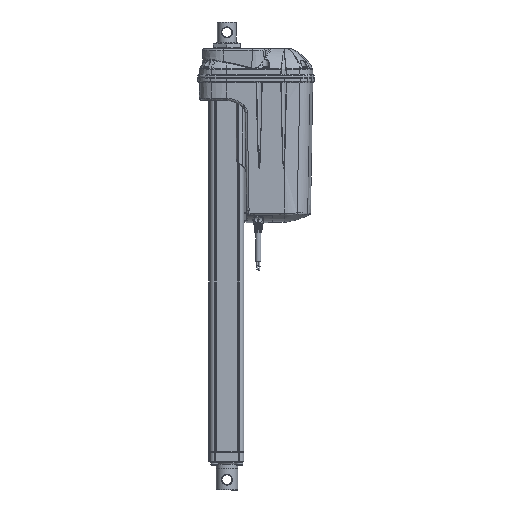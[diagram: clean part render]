
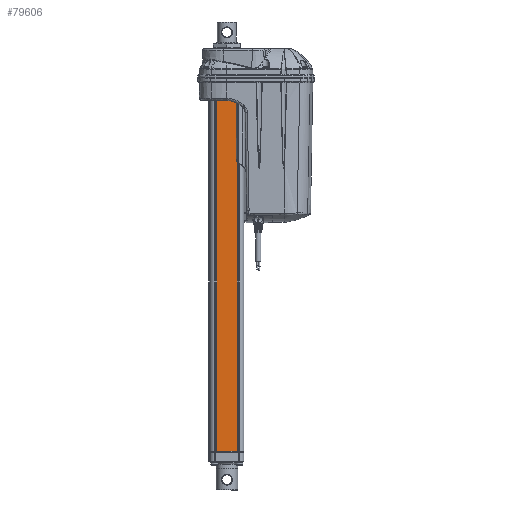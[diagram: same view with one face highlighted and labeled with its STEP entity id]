
A CAD part, front view. The second image highlights one B-rep face of the part: STEP entity #79606.
In plain terms, the highlighted planar face has unit normal (0, -1, 0).
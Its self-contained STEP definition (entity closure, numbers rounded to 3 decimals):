
#79382=CARTESIAN_POINT('',(-61.411,-20.15,-341.5));
#79383=VERTEX_POINT('',#79382);
#79391=CARTESIAN_POINT('',(-88.589,-20.15,-341.5));
#79392=VERTEX_POINT('',#79391);
#79393=CARTESIAN_POINT('',(-61.411,-20.15,-341.5));
#79394=DIRECTION('',(-1.,0.,0.));
#79395=VECTOR('',#79394,27.177);
#79396=LINE('',#79393,#79395);
#79397=EDGE_CURVE('',#79383,#79392,#79396,.T.);
#79565=CARTESIAN_POINT('',(-88.589,-20.15,122.));
#79566=VERTEX_POINT('',#79565);
#79567=CARTESIAN_POINT('',(-88.589,-20.15,-341.5));
#79568=DIRECTION('',(0.,0.,1.));
#79569=VECTOR('',#79568,463.5);
#79570=LINE('',#79567,#79569);
#79571=EDGE_CURVE('',#79392,#79566,#79570,.T.);
#79583=CARTESIAN_POINT('',(-75.,-20.15,-109.75));
#79584=DIRECTION('',(1.,0.,0.));
#79585=DIRECTION('',(0.,-1.,0.));
#79586=AXIS2_PLACEMENT_3D('',#79583,#79585,#79584);
#79587=PLANE('',#79586);
#79588=ORIENTED_EDGE('',*,*,#79571,.F.);
#79589=ORIENTED_EDGE('',*,*,#79397,.F.);
#79590=CARTESIAN_POINT('',(-61.411,-20.15,122.));
#79591=VERTEX_POINT('',#79590);
#79592=CARTESIAN_POINT('',(-61.411,-20.15,-341.5));
#79593=DIRECTION('',(0.,0.,1.));
#79594=VECTOR('',#79593,463.5);
#79595=LINE('',#79592,#79594);
#79596=EDGE_CURVE('',#79383,#79591,#79595,.T.);
#79597=ORIENTED_EDGE('E80',*,*,#79596,.T.);
#79598=CARTESIAN_POINT('',(-61.411,-20.15,122.));
#79599=DIRECTION('',(-1.,0.,0.));
#79600=VECTOR('',#79599,27.177);
#79601=LINE('',#79598,#79600);
#79602=EDGE_CURVE('',#79591,#79566,#79601,.T.);
#79603=ORIENTED_EDGE('E81',*,*,#79602,.T.);
#79604=EDGE_LOOP('',(#79588,#79589,#79597,#79603));
#79605=FACE_OUTER_BOUND('',#79604,.T.);
#79606=ADVANCED_FACE('F7',(#79605),#79587,.T.);
